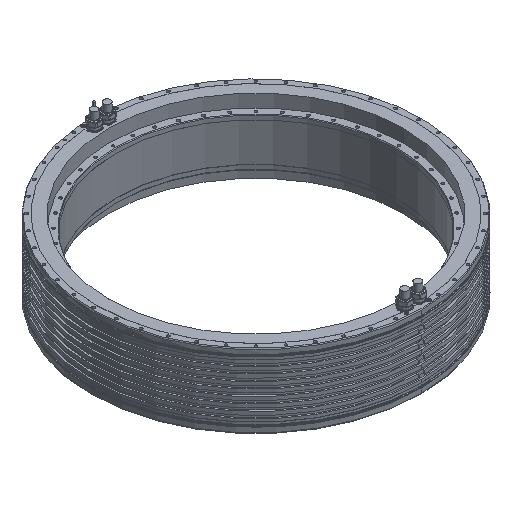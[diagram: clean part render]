
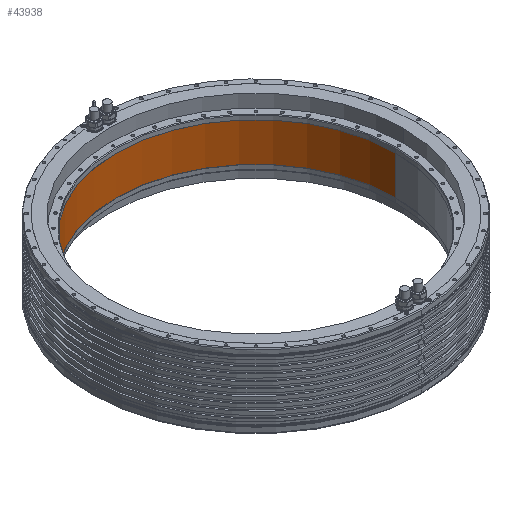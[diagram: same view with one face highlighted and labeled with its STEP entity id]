
A CAD part, isometric view. The second image highlights one B-rep face of the part: STEP entity #43938.
In plain terms, the highlighted cylindrical face has radius 435.4 mm (diameter 870.8 mm), a partial arc.
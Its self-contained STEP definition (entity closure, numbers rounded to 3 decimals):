
#39445=CARTESIAN_POINT('',(0.,0.,-54.9));
#39446=DIRECTION('',(0.,0.,-1.));
#39447=DIRECTION('',(-1.,0.,0.));
#39448=AXIS2_PLACEMENT_3D('',#39445,#39446,#39447);
#39460=DIRECTION('',(0.,0.,1.));
#39461=VECTOR('',#39460,120.2);
#39462=CARTESIAN_POINT('',(-435.4,0.,-175.1));
#39463=LINE('',#39462,#39461);
#39464=DIRECTION('',(0.,0.,1.));
#39465=VECTOR('',#39464,120.2);
#39466=CARTESIAN_POINT('',(435.4,0.,-175.1));
#39467=LINE('',#39466,#39465);
#39468=CARTESIAN_POINT('',(0.,0.,-175.1));
#39469=DIRECTION('',(0.,0.,-1.));
#39470=DIRECTION('',(-1.,0.,0.));
#39471=AXIS2_PLACEMENT_3D('',#39468,#39469,#39470);
#42064=CARTESIAN_POINT('',(-435.4,0.,-175.1));
#42065=CARTESIAN_POINT('',(-435.4,0.,-54.9));
#42066=VERTEX_POINT('',#42064);
#42067=VERTEX_POINT('',#42065);
#42068=CARTESIAN_POINT('',(435.4,0.,-175.1));
#42069=CARTESIAN_POINT('',(435.4,0.,-54.9));
#42070=VERTEX_POINT('',#42068);
#42071=VERTEX_POINT('',#42069);
#43926=CARTESIAN_POINT('',(0.,0.,-198.05));
#43927=DIRECTION('',(0.,0.,1.));
#43928=DIRECTION('',(1.,0.,0.));
#43929=AXIS2_PLACEMENT_3D('',#43926,#43927,#43928);
#43930=CYLINDRICAL_SURFACE('',#43929,435.4);
#43931=ORIENTED_EDGE('',*,*,#43909,.T.);
#43932=ORIENTED_EDGE('',*,*,#43872,.T.);
#43933=ORIENTED_EDGE('',*,*,#43913,.F.);
#43935=ORIENTED_EDGE('',*,*,#43934,.F.);
#43936=EDGE_LOOP('',(#43931,#43932,#43933,#43935));
#43937=FACE_OUTER_BOUND('',#43936,.F.);
#43938=ADVANCED_FACE('',(#43937),#43930,.F.);
#39449=CIRCLE('',#39448,435.4);
#39472=CIRCLE('',#39471,435.4);
#43872=EDGE_CURVE('',#42067,#42071,#39449,.T.);
#43909=EDGE_CURVE('',#42066,#42067,#39463,.T.);
#43913=EDGE_CURVE('',#42070,#42071,#39467,.T.);
#43934=EDGE_CURVE('',#42066,#42070,#39472,.T.);
